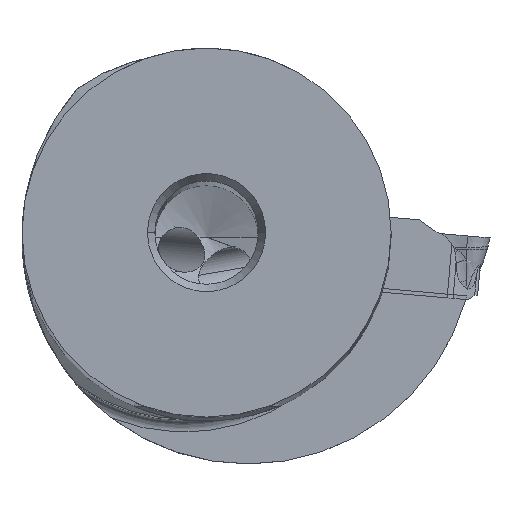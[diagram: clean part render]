
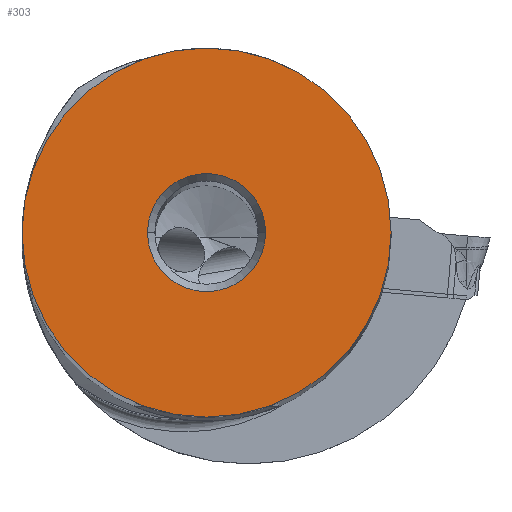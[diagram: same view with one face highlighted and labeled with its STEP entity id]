
A CAD part, top view. The second image highlights one B-rep face of the part: STEP entity #303.
In plain terms, the highlighted planar face has unit normal (0, 0, 1).
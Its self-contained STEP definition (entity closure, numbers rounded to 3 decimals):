
#49=FACE_BOUND('',#676,.T.);
#50=FACE_BOUND('',#677,.T.);
#303=ADVANCED_FACE('',(#49,#50),#392,.F.);
#392=PLANE('',#3427);
#676=EDGE_LOOP('',(#1345,#1346));
#677=EDGE_LOOP('',(#1347,#1348));
#1345=ORIENTED_EDGE('',*,*,#2328,.F.);
#1346=ORIENTED_EDGE('',*,*,#2335,.F.);
#1347=ORIENTED_EDGE('',*,*,#2340,.F.);
#1348=ORIENTED_EDGE('',*,*,#2341,.F.);
#1914=VERTEX_POINT('',#8987);
#1915=VERTEX_POINT('',#8988);
#1924=VERTEX_POINT('',#9011);
#1925=VERTEX_POINT('',#9012);
#2328=EDGE_CURVE('',#1914,#1915,#2784,.T.);
#2335=EDGE_CURVE('',#1915,#1914,#2785,.T.);
#2340=EDGE_CURVE('',#1924,#1925,#2786,.T.);
#2341=EDGE_CURVE('',#1925,#1924,#2787,.T.);
#2784=CIRCLE('',#3417,12.5);
#2785=CIRCLE('',#3421,12.5);
#2786=CIRCLE('',#3425,4.);
#2787=CIRCLE('',#3426,4.);
#3417=AXIS2_PLACEMENT_3D('',#8986,#3908,#3909);
#3421=AXIS2_PLACEMENT_3D('',#9000,#3920,#3921);
#3425=AXIS2_PLACEMENT_3D('',#9010,#3930,#3931);
#3426=AXIS2_PLACEMENT_3D('',#9013,#3932,#3933);
#3427=AXIS2_PLACEMENT_3D('',#9014,#3934,#3935);
#3908=DIRECTION('',(0.,0.,-1.));
#3909=DIRECTION('',(1.,0.,0.));
#3920=DIRECTION('',(0.,0.,-1.));
#3921=DIRECTION('',(-1.,0.,0.));
#3930=DIRECTION('',(0.,0.,1.));
#3931=DIRECTION('',(1.,0.,0.));
#3932=DIRECTION('',(0.,0.,1.));
#3933=DIRECTION('',(-1.,0.,0.));
#3934=DIRECTION('',(0.,0.,-1.));
#3935=DIRECTION('',(-1.,0.,0.));
#8986=CARTESIAN_POINT('',(0.,0.,0.));
#8987=CARTESIAN_POINT('',(12.5,0.,0.));
#8988=CARTESIAN_POINT('',(-12.5,0.,0.));
#9000=CARTESIAN_POINT('',(0.,0.,0.));
#9010=CARTESIAN_POINT('',(0.,0.,0.));
#9011=CARTESIAN_POINT('',(4.,0.,0.));
#9012=CARTESIAN_POINT('',(-4.,0.,0.));
#9013=CARTESIAN_POINT('',(0.,0.,0.));
#9014=CARTESIAN_POINT('',(0.,0.,0.));
